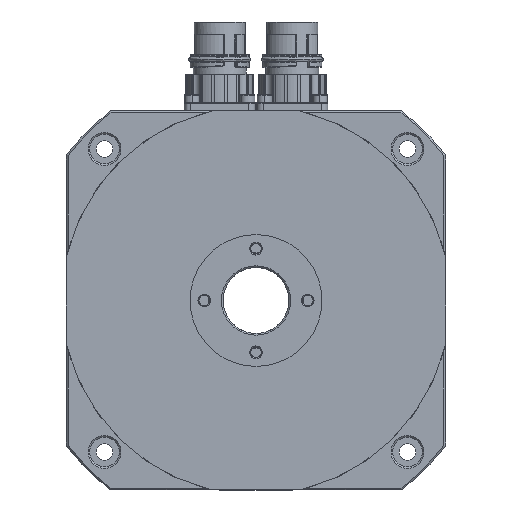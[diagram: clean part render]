
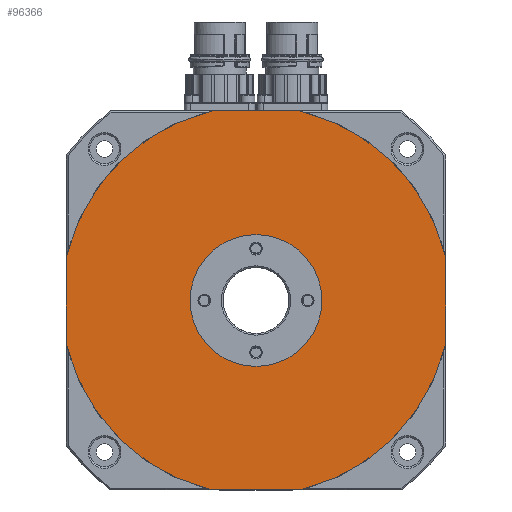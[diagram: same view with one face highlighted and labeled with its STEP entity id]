
A CAD part, left-side view. The second image highlights one B-rep face of the part: STEP entity #96366.
In plain terms, the highlighted planar face has unit normal (-1, 0, 0).
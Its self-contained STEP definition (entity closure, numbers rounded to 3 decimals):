
#839 = CARTESIAN_POINT ( 'NONE',  ( -51.5, 57.5, -13.219 ) ) ;
#3067 = EDGE_CURVE ( 'NONE', #103494, #94282, #47815, .T. ) ;
#3736 = DIRECTION ( 'NONE',  ( 0., 0., 1. ) ) ;
#4938 = ORIENTED_EDGE ( 'NONE', *, *, #12479, .F. ) ;
#5245 = EDGE_CURVE ( 'NONE', #94282, #27809, #45875, .T. ) ;
#6492 = DIRECTION ( 'NONE',  ( 0., 0., 1. ) ) ;
#11017 = VERTEX_POINT ( 'NONE', #72865 ) ;
#11543 = CARTESIAN_POINT ( 'NONE',  ( -51.5, 57.5, 13.219 ) ) ;
#11964 = VERTEX_POINT ( 'NONE', #102190 ) ;
#12371 = EDGE_LOOP ( 'NONE', ( #117322, #95829, #60321, #67384, #100033, #32053, #40166, #12883 ) ) ;
#12479 = EDGE_CURVE ( 'NONE', #11964, #75756, #31186, .T. ) ;
#12501 = CARTESIAN_POINT ( 'NONE',  ( -51.5, 0., 0. ) ) ;
#12669 = AXIS2_PLACEMENT_3D ( 'NONE', #61382, #24086, #6492 ) ;
#12883 = ORIENTED_EDGE ( 'NONE', *, *, #72896, .T. ) ;
#16700 = VERTEX_POINT ( 'NONE', #839 ) ;
#16898 = EDGE_CURVE ( 'NONE', #27809, #16700, #99901, .T. ) ;
#17247 = EDGE_CURVE ( 'NONE', #16700, #48968, #62239, .T. ) ;
#17920 = FACE_OUTER_BOUND ( 'NONE', #12371, .T. ) ;
#19215 = DIRECTION ( 'NONE',  ( 0., 0., 1. ) ) ;
#20794 = CARTESIAN_POINT ( 'NONE',  ( -51.5, 57.5, 57.5 ) ) ;
#21196 = DIRECTION ( 'NONE',  ( 0., 0., -1. ) ) ;
#24086 = DIRECTION ( 'NONE',  ( -1., 0., 0. ) ) ;
#26988 = AXIS2_PLACEMENT_3D ( 'NONE', #12501, #104163, #3736 ) ;
#27809 = VERTEX_POINT ( 'NONE', #11543 ) ;
#29237 = CARTESIAN_POINT ( 'NONE',  ( -51.5, 0., 0. ) ) ;
#31186 = CIRCLE ( 'NONE', #12669, 20. ) ;
#32033 = VECTOR ( 'NONE', #107820, 1000. ) ;
#32053 = ORIENTED_EDGE ( 'NONE', *, *, #104446, .T. ) ;
#34063 = CARTESIAN_POINT ( 'NONE',  ( -51.5, -13.219, 57.5 ) ) ;
#40166 = ORIENTED_EDGE ( 'NONE', *, *, #111545, .T. ) ;
#40751 = AXIS2_PLACEMENT_3D ( 'NONE', #42455, #98057, #88492 ) ;
#41695 = AXIS2_PLACEMENT_3D ( 'NONE', #66808, #67190, #76398 ) ;
#42455 = CARTESIAN_POINT ( 'NONE',  ( -51.5, 0., 0. ) ) ;
#45855 = CIRCLE ( 'NONE', #97124, 59. ) ;
#45875 = CIRCLE ( 'NONE', #51865, 59. ) ;
#47815 = LINE ( 'NONE', #99016, #32033 ) ;
#48968 = VERTEX_POINT ( 'NONE', #115424 ) ;
#49143 = CARTESIAN_POINT ( 'NONE',  ( -51.5, 0., -20. ) ) ;
#50454 = DIRECTION ( 'NONE',  ( -1., 0., 0. ) ) ;
#51865 = AXIS2_PLACEMENT_3D ( 'NONE', #89632, #98815, #52502 ) ;
#52159 = CARTESIAN_POINT ( 'NONE',  ( -51.5, -57.5, -13.219 ) ) ;
#52502 = DIRECTION ( 'NONE',  ( 0., 0., 1. ) ) ;
#58317 = DIRECTION ( 'NONE',  ( 0., 0., 1. ) ) ;
#58995 = EDGE_CURVE ( 'NONE', #48968, #11017, #63612, .T. ) ;
#60321 = ORIENTED_EDGE ( 'NONE', *, *, #16898, .T. ) ;
#61382 = CARTESIAN_POINT ( 'NONE',  ( -51.5, 0., 0. ) ) ;
#62239 = CIRCLE ( 'NONE', #26988, 59. ) ;
#63612 = LINE ( 'NONE', #102207, #76426 ) ;
#63884 = VERTEX_POINT ( 'NONE', #52159 ) ;
#66650 = DIRECTION ( 'NONE',  ( 0., -1., 0. ) ) ;
#66808 = CARTESIAN_POINT ( 'NONE',  ( -51.5, 0., 0. ) ) ;
#67190 = DIRECTION ( 'NONE',  ( -1., 0., 0. ) ) ;
#67384 = ORIENTED_EDGE ( 'NONE', *, *, #17247, .T. ) ;
#67583 = PLANE ( 'NONE',  #41695 ) ;
#69673 = CIRCLE ( 'NONE', #110358, 59. ) ;
#69997 = DIRECTION ( 'NONE',  ( 0., 0., 1. ) ) ;
#72865 = CARTESIAN_POINT ( 'NONE',  ( -51.5, -13.219, -57.5 ) ) ;
#72896 = EDGE_CURVE ( 'NONE', #97061, #103494, #69673, .T. ) ;
#75756 = VERTEX_POINT ( 'NONE', #49143 ) ;
#76398 = DIRECTION ( 'NONE',  ( 0., 0., 1. ) ) ;
#76426 = VECTOR ( 'NONE', #66650, 1000. ) ;
#77884 = VECTOR ( 'NONE', #58317, 1000. ) ;
#78076 = FACE_BOUND ( 'NONE', #89770, .T. ) ;
#80074 = ORIENTED_EDGE ( 'NONE', *, *, #88318, .F. ) ;
#84067 = DIRECTION ( 'NONE',  ( -1., 0., 0. ) ) ;
#86461 = CARTESIAN_POINT ( 'NONE',  ( -51.5, -57.5, 13.219 ) ) ;
#86971 = VECTOR ( 'NONE', #21196, 1000. ) ;
#87867 = LINE ( 'NONE', #94247, #77884 ) ;
#88318 = EDGE_CURVE ( 'NONE', #75756, #11964, #112353, .T. ) ;
#88492 = DIRECTION ( 'NONE',  ( 0., 0., 1. ) ) ;
#89632 = CARTESIAN_POINT ( 'NONE',  ( -51.5, 0., 0. ) ) ;
#89770 = EDGE_LOOP ( 'NONE', ( #80074, #4938 ) ) ;
#94247 = CARTESIAN_POINT ( 'NONE',  ( -51.5, -57.5, 57.5 ) ) ;
#94282 = VERTEX_POINT ( 'NONE', #110117 ) ;
#95829 = ORIENTED_EDGE ( 'NONE', *, *, #5245, .T. ) ;
#96041 = CARTESIAN_POINT ( 'NONE',  ( -51.5, 0., 0. ) ) ;
#96366 = ADVANCED_FACE ( 'NONE', ( #17920, #78076 ), #67583, .T. ) ;
#97061 = VERTEX_POINT ( 'NONE', #86461 ) ;
#97124 = AXIS2_PLACEMENT_3D ( 'NONE', #96041, #50454, #69997 ) ;
#98057 = DIRECTION ( 'NONE',  ( -1., 0., 0. ) ) ;
#98815 = DIRECTION ( 'NONE',  ( -1., 0., 0. ) ) ;
#99016 = CARTESIAN_POINT ( 'NONE',  ( -51.5, 57.5, 57.5 ) ) ;
#99901 = LINE ( 'NONE', #20794, #86971 ) ;
#100033 = ORIENTED_EDGE ( 'NONE', *, *, #58995, .T. ) ;
#102190 = CARTESIAN_POINT ( 'NONE',  ( -51.5, 0., 20. ) ) ;
#102207 = CARTESIAN_POINT ( 'NONE',  ( -51.5, 57.5, -57.5 ) ) ;
#103494 = VERTEX_POINT ( 'NONE', #34063 ) ;
#104163 = DIRECTION ( 'NONE',  ( -1., 0., 0. ) ) ;
#104446 = EDGE_CURVE ( 'NONE', #11017, #63884, #45855, .T. ) ;
#107820 = DIRECTION ( 'NONE',  ( 0., 1., 0. ) ) ;
#110117 = CARTESIAN_POINT ( 'NONE',  ( -51.5, 13.219, 57.5 ) ) ;
#110358 = AXIS2_PLACEMENT_3D ( 'NONE', #29237, #84067, #19215 ) ;
#111545 = EDGE_CURVE ( 'NONE', #63884, #97061, #87867, .T. ) ;
#112353 = CIRCLE ( 'NONE', #40751, 20. ) ;
#115424 = CARTESIAN_POINT ( 'NONE',  ( -51.5, 13.219, -57.5 ) ) ;
#117322 = ORIENTED_EDGE ( 'NONE', *, *, #3067, .T. ) ;
